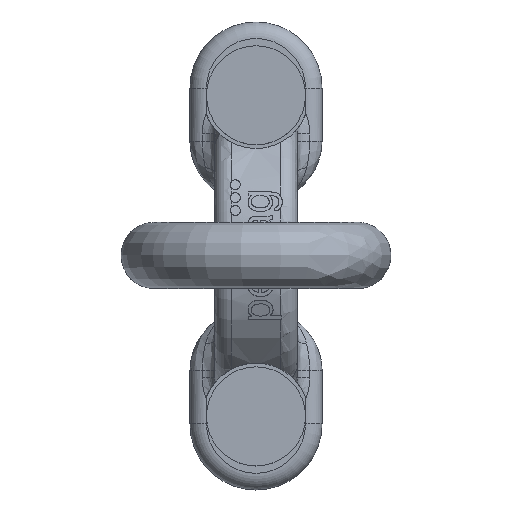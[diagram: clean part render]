
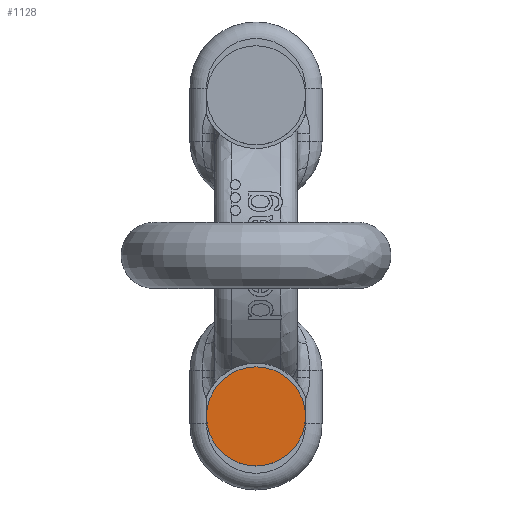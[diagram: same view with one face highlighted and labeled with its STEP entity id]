
A CAD part, top view. The second image highlights one B-rep face of the part: STEP entity #1128.
In plain terms, the highlighted planar face has unit normal (0, 0, 1).
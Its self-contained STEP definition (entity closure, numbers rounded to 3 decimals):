
#793=PLANE('',#3699);
#966=FACE_OUTER_BOUND('',#1701,.T.);
#1128=ADVANCED_FACE('',(#966),#793,.F.);
#1701=EDGE_LOOP('',(#2807));
#2005=CIRCLE('',#3696,27.);
#2807=ORIENTED_EDGE('',*,*,#3482,.F.);
#3078=VERTEX_POINT('',#7850);
#3482=EDGE_CURVE('',#3078,#3078,#2005,.T.);
#3696=AXIS2_PLACEMENT_3D('',#7849,#4255,#4256);
#3699=AXIS2_PLACEMENT_3D('',#7854,#4261,#4262);
#4255=DIRECTION('',(0.,0.,-1.));
#4256=DIRECTION('',(0.,-1.,0.));
#4261=DIRECTION('',(0.,0.,-1.));
#4262=DIRECTION('',(-1.,0.,0.));
#7849=CARTESIAN_POINT('',(0.,-87.5,57.5));
#7850=CARTESIAN_POINT('',(0.,-114.5,57.5));
#7854=CARTESIAN_POINT('',(0.,-87.5,57.5));
